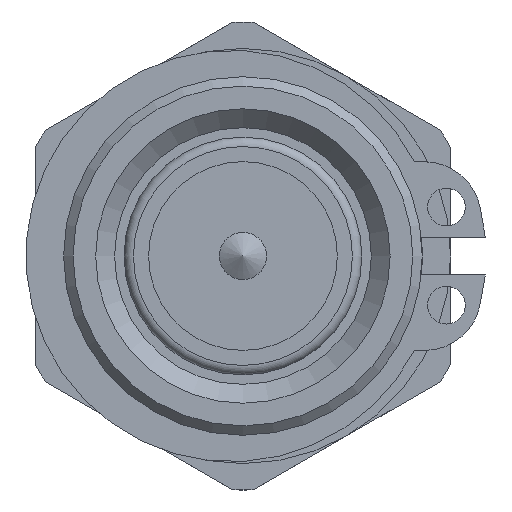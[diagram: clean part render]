
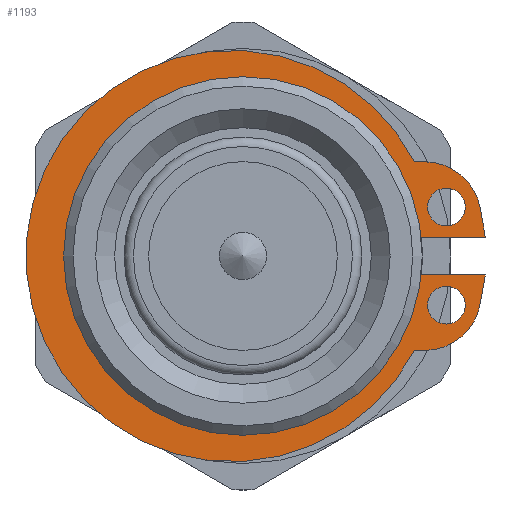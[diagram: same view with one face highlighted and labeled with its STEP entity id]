
A CAD part, left-side view. The second image highlights one B-rep face of the part: STEP entity #1193.
In plain terms, the highlighted planar face has unit normal (-1, 0, 0).
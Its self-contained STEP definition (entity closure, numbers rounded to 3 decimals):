
#57=LINE('',#1889,#126);
#60=LINE('',#1898,#129);
#64=LINE('',#1910,#133);
#66=LINE('',#1914,#135);
#69=LINE('',#1921,#138);
#73=LINE('',#1927,#142);
#126=VECTOR('',#1508,10.);
#129=VECTOR('',#1517,10.);
#133=VECTOR('',#1531,10.);
#135=VECTOR('',#1535,10.);
#138=VECTOR('',#1540,10.);
#142=VECTOR('',#1546,10.);
#282=FACE_BOUND('',#394,.T.);
#283=FACE_BOUND('',#395,.T.);
#314=FACE_OUTER_BOUND('',#393,.T.);
#393=EDGE_LOOP('',(#899,#900,#901,#902,#903,#904,#905,#906,#907,#908));
#394=EDGE_LOOP('',(#909));
#395=EDGE_LOOP('',(#910));
#474=CIRCLE('',#1299,3.);
#475=CIRCLE('',#1302,3.);
#476=CIRCLE('',#1305,1.);
#477=CIRCLE('',#1307,1.);
#478=CIRCLE('',#1313,10.9);
#479=CIRCLE('',#1315,9.);
#564=VERTEX_POINT('',#1881);
#565=VERTEX_POINT('',#1882);
#566=VERTEX_POINT('',#1887);
#567=VERTEX_POINT('',#1891);
#568=VERTEX_POINT('',#1892);
#569=VERTEX_POINT('',#1897);
#570=VERTEX_POINT('',#1901);
#571=VERTEX_POINT('',#1905);
#572=VERTEX_POINT('',#1909);
#573=VERTEX_POINT('',#1913);
#575=VERTEX_POINT('',#1919);
#576=VERTEX_POINT('',#1920);
#673=EDGE_CURVE('',#564,#565,#474,.T.);
#677=EDGE_CURVE('',#566,#564,#57,.T.);
#678=EDGE_CURVE('',#567,#568,#475,.T.);
#681=EDGE_CURVE('',#568,#569,#60,.T.);
#683=EDGE_CURVE('',#570,#570,#476,.T.);
#685=EDGE_CURVE('',#571,#571,#477,.T.);
#687=EDGE_CURVE('',#565,#572,#64,.T.);
#689=EDGE_CURVE('',#572,#573,#66,.T.);
#692=EDGE_CURVE('',#575,#576,#69,.T.);
#696=EDGE_CURVE('',#576,#567,#73,.T.);
#697=EDGE_CURVE('',#569,#566,#478,.T.);
#698=EDGE_CURVE('',#573,#575,#479,.T.);
#899=ORIENTED_EDGE('',*,*,#673,.F.);
#900=ORIENTED_EDGE('',*,*,#677,.F.);
#901=ORIENTED_EDGE('',*,*,#697,.F.);
#902=ORIENTED_EDGE('',*,*,#681,.F.);
#903=ORIENTED_EDGE('',*,*,#678,.F.);
#904=ORIENTED_EDGE('',*,*,#696,.F.);
#905=ORIENTED_EDGE('',*,*,#692,.F.);
#906=ORIENTED_EDGE('',*,*,#698,.F.);
#907=ORIENTED_EDGE('',*,*,#689,.F.);
#908=ORIENTED_EDGE('',*,*,#687,.F.);
#909=ORIENTED_EDGE('',*,*,#683,.T.);
#910=ORIENTED_EDGE('',*,*,#685,.T.);
#1149=PLANE('',#1314);
#1193=ADVANCED_FACE('',(#314,#282,#283),#1149,.T.);
#1299=AXIS2_PLACEMENT_3D('',#1883,#1501,#1502);
#1302=AXIS2_PLACEMENT_3D('',#1893,#1511,#1512);
#1305=AXIS2_PLACEMENT_3D('',#1902,#1521,#1522);
#1307=AXIS2_PLACEMENT_3D('',#1906,#1526,#1527);
#1313=AXIS2_PLACEMENT_3D('',#1929,#1549,#1550);
#1314=AXIS2_PLACEMENT_3D('',#1930,#1551,#1552);
#1315=AXIS2_PLACEMENT_3D('',#1931,#1553,#1554);
#1501=DIRECTION('center_axis',(1.,0.,0.));
#1502=DIRECTION('ref_axis',(0.,-0.643,0.766));
#1508=DIRECTION('',(0.,-1.,0.));
#1511=DIRECTION('center_axis',(1.,0.,0.));
#1512=DIRECTION('ref_axis',(0.,-0.642,-0.766));
#1517=DIRECTION('',(0.,1.,0.));
#1521=DIRECTION('center_axis',(1.,0.,0.));
#1522=DIRECTION('ref_axis',(0.,0.,
1.));
#1526=DIRECTION('center_axis',(1.,0.,0.));
#1527=DIRECTION('ref_axis',(0.,0.,
1.));
#1531=DIRECTION('',(0.,-0.173,-0.985));
#1535=DIRECTION('',(0.,1.,0.));
#1540=DIRECTION('',(0.,-1.,0.));
#1546=DIRECTION('',(0.,0.174,-0.985));
#1549=DIRECTION('center_axis',(1.,0.,0.));
#1550=DIRECTION('ref_axis',(0.,-0.889,0.458));
#1551=DIRECTION('center_axis',(-1.,0.,0.));
#1552=DIRECTION('ref_axis',(0.,0.,
1.));
#1553=DIRECTION('center_axis',(-1.,0.,0.));
#1554=DIRECTION('ref_axis',(0.,1.,0.));
#1881=CARTESIAN_POINT('',(5.3,-9.624,4.995));
#1882=CARTESIAN_POINT('',(5.3,-12.577,2.515));
#1883=CARTESIAN_POINT('Origin',(5.3,-9.623,1.995));
#1887=CARTESIAN_POINT('',(5.3,-9.088,4.996));
#1889=CARTESIAN_POINT('',(5.3,-12.141,4.994));
#1891=CARTESIAN_POINT('',(5.3,-12.575,-2.527));
#1892=CARTESIAN_POINT('',(5.3,-9.619,-5.005));
#1893=CARTESIAN_POINT('Origin',(5.3,-9.621,-2.005));
#1897=CARTESIAN_POINT('',(5.3,-9.083,-5.004));
#1898=CARTESIAN_POINT('',(5.3,-9.083,-5.004));
#1901=CARTESIAN_POINT('',(5.3,-10.781,1.595));
#1902=CARTESIAN_POINT('Origin',(5.3,-10.781,2.595));
#1905=CARTESIAN_POINT('',(5.3,-10.778,-3.605));
#1906=CARTESIAN_POINT('Origin',(5.3,-10.779,-2.605));
#1909=CARTESIAN_POINT('',(5.3,-12.845,0.994));
#1910=CARTESIAN_POINT('',(5.3,-12.845,0.994));
#1913=CARTESIAN_POINT('',(5.3,-8.945,0.996));
#1914=CARTESIAN_POINT('',(5.3,-8.945,0.996));
#1919=CARTESIAN_POINT('',(5.3,-8.944,-1.004));
#1920=CARTESIAN_POINT('',(5.3,-12.844,-1.006));
#1921=CARTESIAN_POINT('',(5.3,-12.844,-1.006));
#1927=CARTESIAN_POINT('',(5.3,-12.136,-5.006));
#1929=CARTESIAN_POINT('Origin',(5.3,0.6,0.));
#1930=CARTESIAN_POINT('Origin',(5.3,-1.48,-0.001));
#1931=CARTESIAN_POINT('Origin',(5.3,0.,0.));
